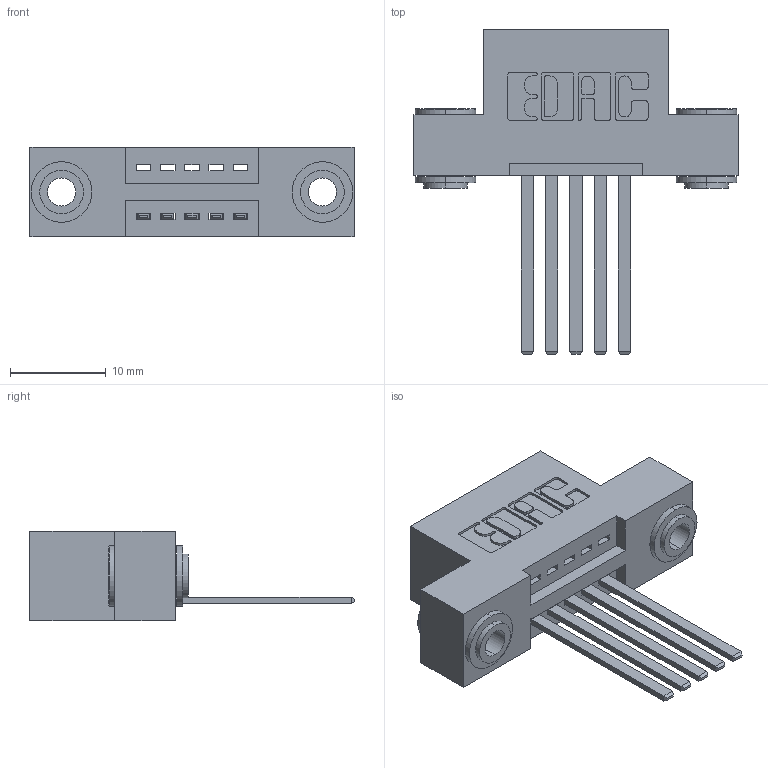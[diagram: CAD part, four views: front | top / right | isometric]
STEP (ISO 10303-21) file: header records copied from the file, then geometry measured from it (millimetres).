
FILE_DESCRIPTION (( 'STEP AP203' ), '1' );
FILE_NAME ('395-005-544-103.STEP', '2019-10-15T14:33:00', ( '' ), ( '' ), 'SwSTEP 2.0', 'SolidWorks 2016', '' );
FILE_SCHEMA (( 'CONFIG_CONTROL_DESIGN' ));
Length unit declared in the file: inch
Products named in the file (4): 395-005-544-103; 345 Part_Flush Mounting Lugs - 0.156 Dia-TH; 345-250-002_345-250-002-102; 345-292-001_345-293-144
Assembly tree (8 placements, depth 2):
  395-005-544-103
    345 Part_Flush Mounting Lugs - 0.156 Dia-TH
    345-292-001_345-293-144  x5
    345-250-002_345-250-002-102  x2
Bounding box: 33.91 x 33.96 x 9.4 mm (x, y, z)
Volume: 2994.9 mm3; surface area: 3865.4 mm2
Topology: 8 solids, 8 shells, 424 faces, 1207 edges, 794 vertices
Faces by surface type: plane 270, cylinder 146, cone 8
Entity records: 9210 total; most frequent: CARTESIAN_POINT 1574, ORIENTED_EDGE 1506, DIRECTION 1457, EDGE_CURVE 753, LINE 581, VECTOR 581, VERTEX_POINT 498, AXIS2_PLACEMENT_3D 438
